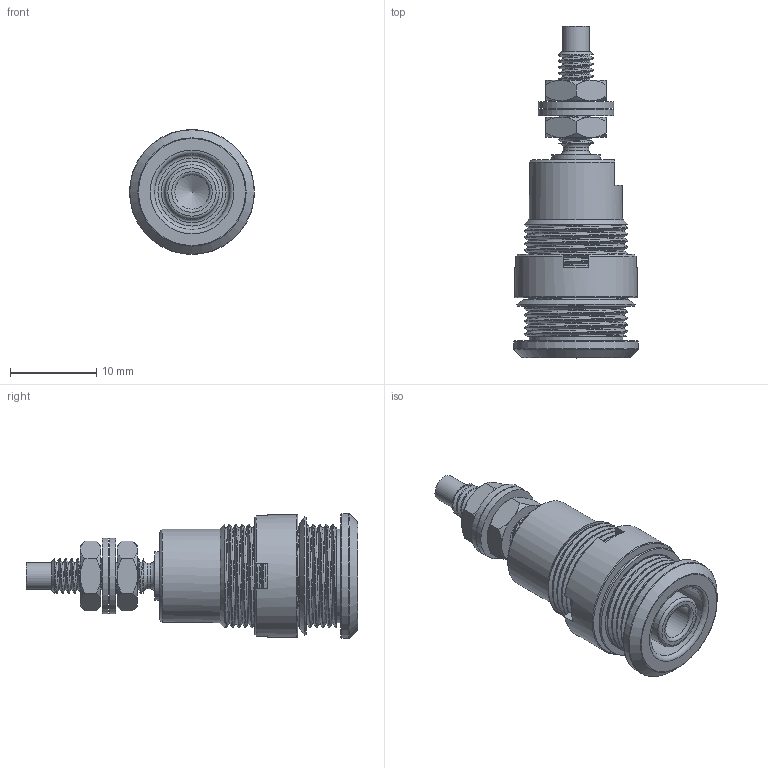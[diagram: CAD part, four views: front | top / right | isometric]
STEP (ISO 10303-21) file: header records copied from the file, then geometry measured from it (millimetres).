
FILE_DESCRIPTION(/* description */ ('Unknown'),/* implementation_level */ '2;1');
FILE_NAME(/* name */ '49.7043-21',/* time_stamp */ '2024-08-29T13:37:59+02:00',/* author */ ('Unknown'),/* organization */ ('Unknown'),/* preprocessor_version */ 'ST-DEVELOPER v18.102',/* originating_system */ 'Solid Edge',/* authorisation */ 'Unknown');
FILE_SCHEMA (('AUTOMOTIVE_DESIGN {1 0 10303 214 3 1 1}'));
Length unit declared in the file: millimetre
Products named in the file (1): 49.7043-21
Bounding box: 14.5 x 38.5 x 14.5 mm (x, y, z)
Volume: 2112.1 mm3; surface area: 4031.5 mm2
Topology: 7 solids, 7 shells, 131 faces, 312 edges, 202 vertices
Faces by surface type: plane 55, cone 37, cylinder 24, torus 11, bspline 4
Full cylindrical faces by diameter (mm): 2.5 x1, 2.974 x1, 3.1 x1, 4 x2, 4.306 x4, 5.582 x1, 6.3 x1, 8.7 x1, 8.812 x2, 10.8 x2, 12.1 x2, 14.271 x1, 14.5 x1
Entity records: 11092 total; most frequent: CARTESIAN_POINT 7911, DIRECTION 552, ORIENTED_EDGE 520, EDGE_CURVE 260, AXIS2_PLACEMENT_3D 240, VERTEX_POINT 191, FACE_BOUND 191, EDGE_LOOP 189
